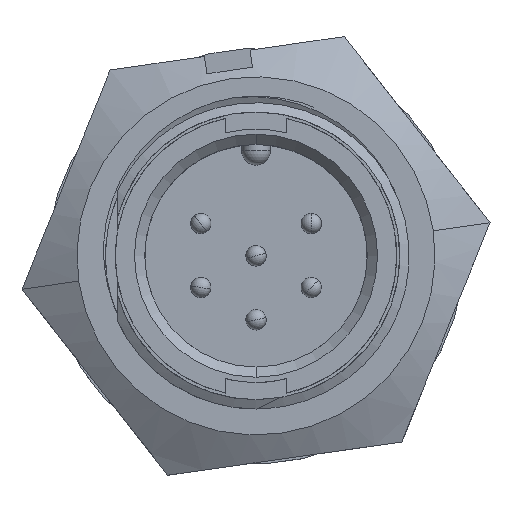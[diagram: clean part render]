
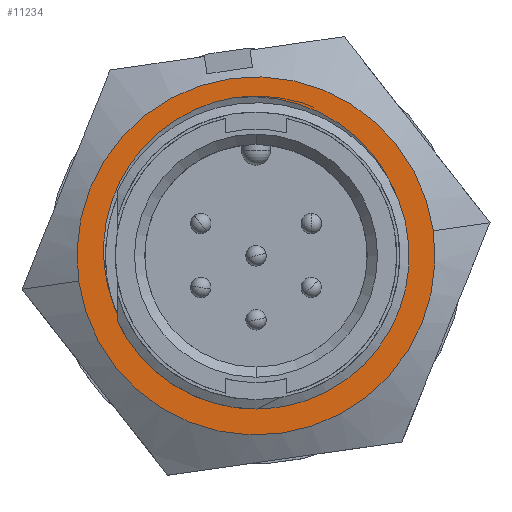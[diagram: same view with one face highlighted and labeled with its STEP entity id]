
A CAD part, top view. The second image highlights one B-rep face of the part: STEP entity #11234.
In plain terms, the highlighted planar face has unit normal (0, 0, 1).
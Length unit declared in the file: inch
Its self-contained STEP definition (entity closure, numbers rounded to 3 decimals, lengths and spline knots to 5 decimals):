
#1319 = FACE_BOUND ( 'NONE', #14245, .T. ) ;
#1331 = AXIS2_PLACEMENT_3D ( 'NONE', #7324, #7328, #7329 ) ;
#1356 = FACE_OUTER_BOUND ( 'NONE', #14307, .T. ) ;
#1369 = AXIS2_PLACEMENT_3D ( 'NONE', #8165, #8166, #8167 ) ;
#1797 = AXIS2_PLACEMENT_3D ( 'NONE', #7847, #7848, #7849 ) ;
#2012 = AXIS2_PLACEMENT_3D ( 'NONE', #7796, #7797, #7798 ) ;
#2138 = B_SPLINE_CURVE_WITH_KNOTS ( 'NONE', 3,
 ( #8059, #8060, #8061, #8062, #8063, #8064, #8065, #8066, #8067, #8068, #8069, #8070, #8071, #8072, #8073, #8074, #8075, #8076, #8077, #8078 ),
 .UNSPECIFIED., .F., .F.,
 ( 4, 2, 2, 2, 2, 2, 2, 2, 2, 4 ),
 ( 0., 0.00086, 0.00171, 0.00343, 0.00514, 0.00685, 0.00856, 0.01028, 0.01199, 0.0137 ),
 .UNSPECIFIED. ) ;
#4544 = CIRCLE ( 'NONE', #2012, 0.35 ) ;
#4546 = CIRCLE ( 'NONE', #1797, 0.35 ) ;
#4963 = VERTEX_POINT ( 'NONE', #5274 ) ;
#5274 = CARTESIAN_POINT ( 'NONE',  ( -0.22732, 0.31785, 0.18203 ) ) ;
#5953 = CARTESIAN_POINT ( 'NONE',  ( 0.11064, -0.00825, 0.18203 ) ) ;
#5954 = CARTESIAN_POINT ( 'NONE',  ( -0.52991, -0.04076, 0.18203 ) ) ;
#6111 = CARTESIAN_POINT ( 'NONE',  ( 0.16314, 0.05767, 0.18203 ) ) ;
#6115 = CARTESIAN_POINT ( 'NONE',  ( -0.46113, -0.08945, 0.18203 ) ) ;
#6475 = ORIENTED_EDGE ( 'NONE', *, *, #11039, .T. ) ;
#6635 = ORIENTED_EDGE ( 'NONE', *, *, #10913, .F. ) ;
#6642 = ORIENTED_EDGE ( 'NONE', *, *, #11108, .F. ) ;
#6827 = ORIENTED_EDGE ( 'NONE', *, *, #11090, .F. ) ;
#6879 = ORIENTED_EDGE ( 'NONE', *, *, #11195, .T. ) ;
#7324 = CARTESIAN_POINT ( 'NONE',  ( -0.18338, 0.00845, 0.18203 ) ) ;
#7328 = DIRECTION ( 'NONE',  ( 0., 0., 1. ) ) ;
#7329 = DIRECTION ( 'NONE',  ( 0.99, 0.141, 0. ) ) ;
#7666 = CARTESIAN_POINT ( 'NONE',  ( -0.22732, 0.31785, 0.18203 ) ) ;
#7667 = CARTESIAN_POINT ( 'NONE',  ( -0.21612, 0.31909, 0.18203 ) ) ;
#7668 = CARTESIAN_POINT ( 'NONE',  ( -0.2049, 0.31971, 0.18203 ) ) ;
#7669 = CARTESIAN_POINT ( 'NONE',  ( -0.18241, 0.31973, 0.18203 ) ) ;
#7670 = CARTESIAN_POINT ( 'NONE',  ( -0.17115, 0.31912, 0.18203 ) ) ;
#7671 = CARTESIAN_POINT ( 'NONE',  ( -0.13782, 0.31549, 0.18203 ) ) ;
#7672 = CARTESIAN_POINT ( 'NONE',  ( -0.11601, 0.31069, 0.18203 ) ) ;
#7673 = CARTESIAN_POINT ( 'NONE',  ( -0.07333, 0.29626, 0.18203 ) ) ;
#7674 = CARTESIAN_POINT ( 'NONE',  ( -0.05316, 0.28687, 0.18203 ) ) ;
#7675 = CARTESIAN_POINT ( 'NONE',  ( -0.01508, 0.26388, 0.18203 ) ) ;
#7676 = CARTESIAN_POINT ( 'NONE',  ( 0.00298, 0.25016, 0.18203 ) ) ;
#7677 = CARTESIAN_POINT ( 'NONE',  ( 0.03543, 0.21911, 0.18203 ) ) ;
#7678 = CARTESIAN_POINT ( 'NONE',  ( 0.04992, 0.20175, 0.18203 ) ) ;
#7679 = CARTESIAN_POINT ( 'NONE',  ( 0.07471, 0.16415, 0.18203 ) ) ;
#7680 = CARTESIAN_POINT ( 'NONE',  ( 0.08482, 0.14426, 0.18203 ) ) ;
#7681 = CARTESIAN_POINT ( 'NONE',  ( 0.10049, 0.10264, 0.18203 ) ) ;
#7682 = CARTESIAN_POINT ( 'NONE',  ( 0.10608, 0.08061, 0.18203 ) ) ;
#7683 = CARTESIAN_POINT ( 'NONE',  ( 0.11215, 0.03646, 0.18203 ) ) ;
#7684 = CARTESIAN_POINT ( 'NONE',  ( 0.1127, 0.0142, 0.18203 ) ) ;
#7685 = CARTESIAN_POINT ( 'NONE',  ( 0.11064, -0.00825, 0.18203 ) ) ;
#7796 = CARTESIAN_POINT ( 'NONE',  ( -0.18338, 0.00845, 0.18203 ) ) ;
#7797 = DIRECTION ( 'NONE',  ( 0., 0., -1. ) ) ;
#7798 = DIRECTION ( 'NONE',  ( -0.99, -0.141, 0. ) ) ;
#7847 = CARTESIAN_POINT ( 'NONE',  ( -0.18338, 0.00845, 0.18203 ) ) ;
#7848 = DIRECTION ( 'NONE',  ( 0., 0., -1. ) ) ;
#7849 = DIRECTION ( 'NONE',  ( -0.99, -0.141, 0. ) ) ;
#8059 = CARTESIAN_POINT ( 'NONE',  ( -0.46113, -0.08945, 0.18203 ) ) ;
#8060 = CARTESIAN_POINT ( 'NONE',  ( -0.46525, -0.07896, 0.18203 ) ) ;
#8061 = CARTESIAN_POINT ( 'NONE',  ( -0.46874, -0.06827, 0.18203 ) ) ;
#8062 = CARTESIAN_POINT ( 'NONE',  ( -0.47449, -0.04653, 0.18203 ) ) ;
#8063 = CARTESIAN_POINT ( 'NONE',  ( -0.47673, -0.03547, 0.18203 ) ) ;
#8064 = CARTESIAN_POINT ( 'NONE',  ( -0.48154, -0.0023, 0.18203 ) ) ;
#8065 = CARTESIAN_POINT ( 'NONE',  ( -0.48228, 0.02, 0.18203 ) ) ;
#8066 = CARTESIAN_POINT ( 'NONE',  ( -0.47871, 0.06492, 0.18203 ) ) ;
#8067 = CARTESIAN_POINT ( 'NONE',  ( -0.47446, 0.08676, 0.18203 ) ) ;
#8068 = CARTESIAN_POINT ( 'NONE',  ( -0.46122, 0.12926, 0.18203 ) ) ;
#8069 = CARTESIAN_POINT ( 'NONE',  ( -0.45207, 0.15008, 0.18203 ) ) ;
#8070 = CARTESIAN_POINT ( 'NONE',  ( -0.42974, 0.18858, 0.18203 ) ) ;
#8071 = CARTESIAN_POINT ( 'NONE',  ( -0.41653, 0.20649, 0.18203 ) ) ;
#8072 = CARTESIAN_POINT ( 'NONE',  ( -0.386, 0.2396, 0.18203 ) ) ;
#8073 = CARTESIAN_POINT ( 'NONE',  ( -0.3692, 0.25423, 0.18203 ) ) ;
#8074 = CARTESIAN_POINT ( 'NONE',  ( -0.33271, 0.27968, 0.18203 ) ) ;
#8075 = CARTESIAN_POINT ( 'NONE',  ( -0.31283, 0.29057, 0.18203 ) ) ;
#8076 = CARTESIAN_POINT ( 'NONE',  ( -0.27129, 0.30769, 0.18203 ) ) ;
#8077 = CARTESIAN_POINT ( 'NONE',  ( -0.24952, 0.31399, 0.18203 ) ) ;
#8078 = CARTESIAN_POINT ( 'NONE',  ( -0.22732, 0.31785, 0.18203 ) ) ;
#8164 = PLANE ( 'NONE',  #1369 ) ;
#8165 = CARTESIAN_POINT ( 'NONE',  ( -0.35579, -0.42004, 0.18203 ) ) ;
#8166 = DIRECTION ( 'NONE',  ( 0., 0., -1. ) ) ;
#8167 = DIRECTION ( 'NONE',  ( -0.99, -0.141, 0. ) ) ;
#10913 = EDGE_CURVE ( 'NONE', #14037, #13503, #11449, .T. ) ;
#11039 = EDGE_CURVE ( 'NONE', #4963, #13503, #15417, .T. ) ;
#11090 = EDGE_CURVE ( 'NONE', #13504, #14033, #4544, .T. ) ;
#11108 = EDGE_CURVE ( 'NONE', #14033, #13504, #4546, .T. ) ;
#11195 = EDGE_CURVE ( 'NONE', #14037, #4963, #2138, .T. ) ;
#11234 = ADVANCED_FACE ( 'NONE', ( #1319, #1356 ), #8164, .F. ) ;
#11449 = CIRCLE ( 'NONE', #1331, 0.2945 ) ;
#13503 = VERTEX_POINT ( 'NONE', #5953 ) ;
#13504 = VERTEX_POINT ( 'NONE', #5954 ) ;
#14033 = VERTEX_POINT ( 'NONE', #6111 ) ;
#14037 = VERTEX_POINT ( 'NONE', #6115 ) ;
#14245 = EDGE_LOOP ( 'NONE', ( #6879, #6475, #6635 ) ) ;
#14307 = EDGE_LOOP ( 'NONE', ( #6827, #6642 ) ) ;
#15417 = B_SPLINE_CURVE_WITH_KNOTS ( 'NONE', 3,
 ( #7666, #7667, #7668, #7669, #7670, #7671, #7672, #7673, #7674, #7675, #7676, #7677, #7678, #7679, #7680, #7681, #7682, #7683, #7684, #7685 ),
 .UNSPECIFIED., .F., .F.,
 ( 4, 2, 2, 2, 2, 2, 2, 2, 2, 4 ),
 ( 0., 0.00086, 0.00171, 0.00343, 0.00514, 0.00685, 0.00856, 0.01028, 0.01199, 0.0137 ),
 .UNSPECIFIED. ) ;
